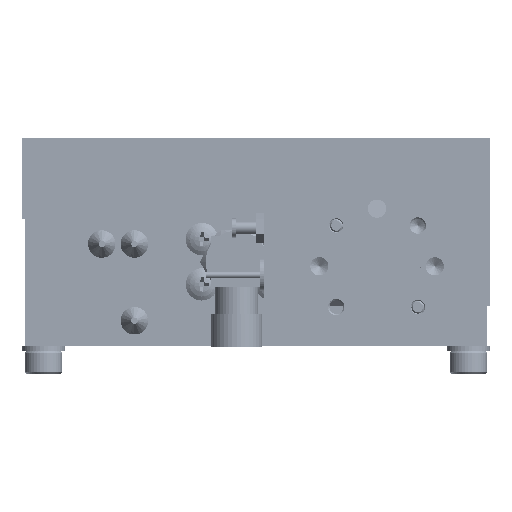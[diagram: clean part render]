
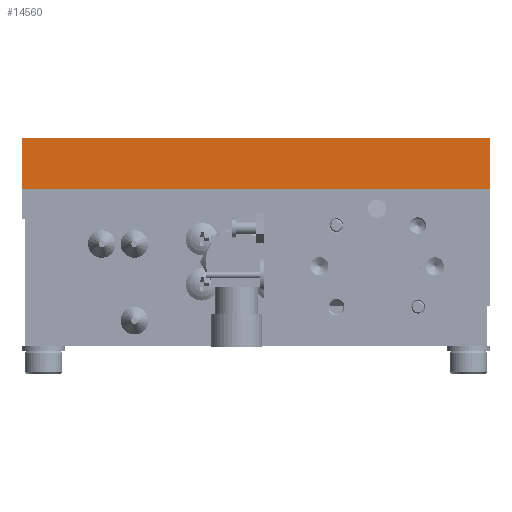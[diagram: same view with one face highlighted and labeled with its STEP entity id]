
A CAD part, left-side view. The second image highlights one B-rep face of the part: STEP entity #14560.
In plain terms, the highlighted planar face has unit normal (-1, 0, 0).
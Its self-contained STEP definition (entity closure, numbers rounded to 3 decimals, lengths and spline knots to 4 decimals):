
#390 = VECTOR ( 'NONE', #20674, 39.3701 ) ;
#12977 = DIRECTION ( 'NONE',  ( 0., -1., 0. ) ) ;
#14340 = CARTESIAN_POINT ( 'NONE',  ( -2.3625, -1.139, 0.25 ) ) ;
#14560 = ADVANCED_FACE ( 'NONE', ( #67152 ), #114817, .F. ) ;
#16978 = CARTESIAN_POINT ( 'NONE',  ( -2.3625, -1.139, 0.25 ) ) ;
#19533 = ORIENTED_EDGE ( 'NONE', *, *, #95172, .T. ) ;
#20627 = DIRECTION ( 'NONE',  ( 1., 0., 0. ) ) ;
#20674 = DIRECTION ( 'NONE',  ( 0., 0., -1. ) ) ;
#27057 = DIRECTION ( 'NONE',  ( 0., 0., -1. ) ) ;
#32452 = ORIENTED_EDGE ( 'NONE', *, *, #114996, .F. ) ;
#35128 = VERTEX_POINT ( 'NONE', #35295 ) ;
#35295 = CARTESIAN_POINT ( 'NONE',  ( -2.3625, 1.139, 0. ) ) ;
#36814 = LINE ( 'NONE', #110845, #84368 ) ;
#38394 = DIRECTION ( 'NONE',  ( 0., 0., -1. ) ) ;
#38430 = CARTESIAN_POINT ( 'NONE',  ( -2.3625, 1.139, 0.25 ) ) ;
#40268 = AXIS2_PLACEMENT_3D ( 'NONE', #104479, #20627, #38394 ) ;
#45765 = DIRECTION ( 'NONE',  ( 0., -1., 0. ) ) ;
#52208 = ORIENTED_EDGE ( 'NONE', *, *, #57350, .F. ) ;
#57350 = EDGE_CURVE ( 'NONE', #67183, #98401, #36814, .T. ) ;
#59642 = VERTEX_POINT ( 'NONE', #71167 ) ;
#67152 = FACE_OUTER_BOUND ( 'NONE', #88433, .T. ) ;
#67183 = VERTEX_POINT ( 'NONE', #14340 ) ;
#67790 = LINE ( 'NONE', #38430, #390 ) ;
#71167 = CARTESIAN_POINT ( 'NONE',  ( -2.3625, 1.139, 0.25 ) ) ;
#84368 = VECTOR ( 'NONE', #27057, 39.3701 ) ;
#88433 = EDGE_LOOP ( 'NONE', ( #105468, #52208, #32452, #19533 ) ) ;
#94557 = EDGE_CURVE ( 'NONE', #35128, #98401, #106591, .T. ) ;
#95172 = EDGE_CURVE ( 'NONE', #59642, #35128, #67790, .T. ) ;
#98030 = CARTESIAN_POINT ( 'NONE',  ( -2.3625, -1.139, 0. ) ) ;
#98401 = VERTEX_POINT ( 'NONE', #120645 ) ;
#101096 = VECTOR ( 'NONE', #45765, 39.3701 ) ;
#101446 = LINE ( 'NONE', #16978, #101096 ) ;
#104479 = CARTESIAN_POINT ( 'NONE',  ( -2.3625, -1.139, 0.25 ) ) ;
#105468 = ORIENTED_EDGE ( 'NONE', *, *, #94557, .T. ) ;
#106591 = LINE ( 'NONE', #98030, #107721 ) ;
#107721 = VECTOR ( 'NONE', #12977, 39.3701 ) ;
#110845 = CARTESIAN_POINT ( 'NONE',  ( -2.3625, -1.139, 0.25 ) ) ;
#114817 = PLANE ( 'NONE',  #40268 ) ;
#114996 = EDGE_CURVE ( 'NONE', #59642, #67183, #101446, .T. ) ;
#120645 = CARTESIAN_POINT ( 'NONE',  ( -2.3625, -1.139, 0. ) ) ;
